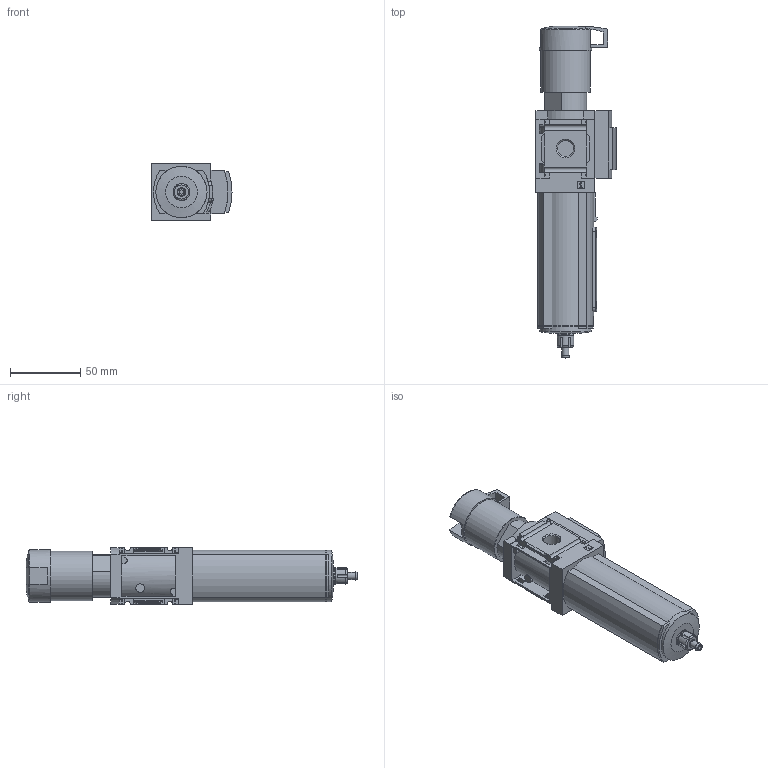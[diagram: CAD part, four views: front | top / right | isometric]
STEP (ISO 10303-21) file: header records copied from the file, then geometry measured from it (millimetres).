
FILE_DESCRIPTION(/* description */ ('STEP AP214'),/* implementation_level */ '2;1');
FILE_NAME(/* name */ '535724_MS4-LFR-1_4-D7-EUM-AS',/* time_stamp */ '2024-09-09T17:52:43+02:00',/* author */ ('License CC BY-ND 4.0'),/* organization */ ('CADENAS'),/* preprocessor_version */ 'ST-DEVELOPER v19.3',/* originating_system */ 'PARTsolutions',/* authorisation */ ' ');
FILE_SCHEMA (('AUTOMOTIVE_DESIGN {1 0 10303 214 3 1 1}'));
Length unit declared in the file: millimetre
Products named in the file (3): 535724 MS4-LFR-1/4-D7-EUM-AS; 526489 MS4-LFR-1/4-D7-E-U-M-AS-0D; 526489 MS4-LFR-M
Assembly tree (2 placements, depth 2):
  535724 MS4-LFR-1/4-D7-EUM-AS
    526489 MS4-LFR-1/4-D7-E-U-M-AS-0D
    526489 MS4-LFR-M
Bounding box: 57 x 236.1 x 40.2 mm (x, y, z)
Volume: 281764.7 mm3; surface area: 40112.3 mm2
Topology: 2 solids, 2 shells, 364 faces, 977 edges, 637 vertices
Faces by surface type: plane 245, cylinder 83, cone 24, torus 12
Full cylindrical faces by diameter (mm): 3 x1, 5 x1, 6.1 x1, 6.2 x2, 11.445 x2, 12 x2, 35.2 x1, 36.4 x1, 37.2 x1
Entity records: 13609 total; most frequent: CARTESIAN_POINT 2184, ORIENTED_EDGE 1902, DIRECTION 1860, EDGE_CURVE 951, LINE 666, VECTOR 666, VERTEX_POINT 633, AXIS2_PLACEMENT_3D 597
